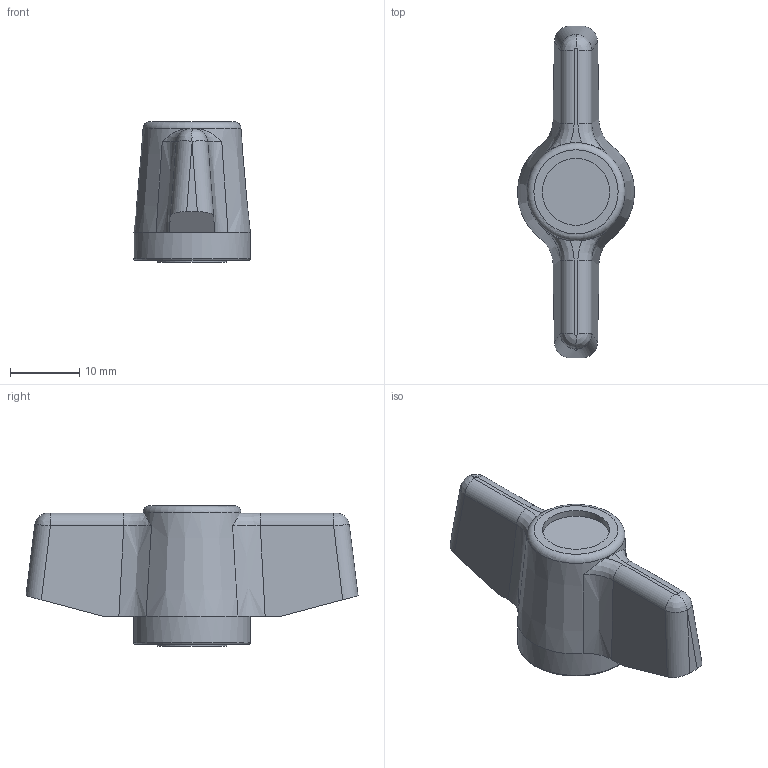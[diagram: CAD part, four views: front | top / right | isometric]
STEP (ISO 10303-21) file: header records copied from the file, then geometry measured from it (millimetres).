
FILE_DESCRIPTION( ( 'Unknown' ), '1' );
FILE_NAME( '6309515_GB48_M08.stp', 'Unknown', ( 'Unknown' ), ( 'Unknown' ), 'PSStep 11.0', 'Unknown', ' ' );
FILE_SCHEMA( ( 'AUTOMOTIVE_DESIGN { 1 0 10303 214 1 1 1 1 }' ) );
Length unit declared in the file: millimetre
Products named in the file (1): 6309515
Bounding box: 16.9 x 48 x 20.3 mm (x, y, z)
Volume: 5625.9 mm3; surface area: 2760.2 mm2
Topology: 1 solids, 1 shells, 46 faces, 111 edges, 69 vertices
Faces by surface type: plane 16, cylinder 13, bspline 12, cone 3, torus 2
Full cylindrical faces by diameter (mm): 6.647 x2, 9.693 x1, 10 x1, 16.9 x1
Entity records: 2820 total; most frequent: CARTESIAN_POINT 1514, ORIENTED_EDGE 188, DIRECTION 178, EDGE_CURVE 94, AXIS2_PLACEMENT_3D 75, VERTEX_POINT 63, EDGE_LOOP 58, FACE_OUTER_BOUND 53
